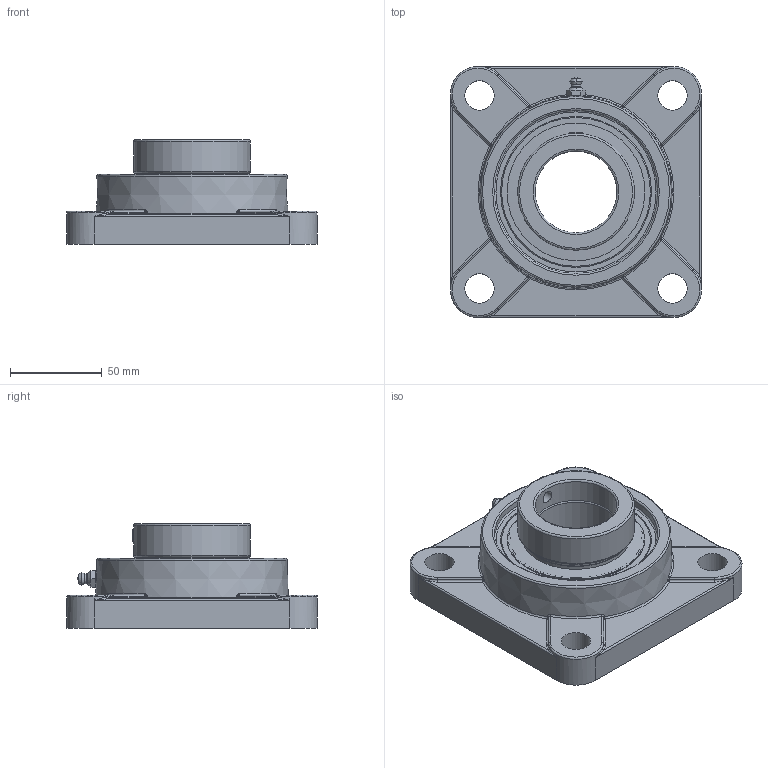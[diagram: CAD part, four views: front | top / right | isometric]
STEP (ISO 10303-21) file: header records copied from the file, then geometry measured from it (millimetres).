
FILE_DESCRIPTION(('HOOPS Exchange Step'),'2;1');
FILE_NAME('export-4BE856D9-9F50-49EC-BADB-6949991696CC.stp','2019-12-12T15:25:32-08:00',('ibuslach'),('Alibre'),'HOOPS Exchange 2019.2','Alibre','Unknown authorisation');
FILE_SCHEMA( ('AP242_MANAGED_MODEL_BASED_3D_ENGINEERING_MIM_LF {1 0 10303 442 1 1 4 }') );
Length unit declared in the file: centimetre
Products named in the file (8): MRN SF 209; UCP ZERK 6mm; SNC 209-28 COLLAR; SNC 209 SHIELD; SNC 207 SS; SNC 209-28 RACES; MRN SNC 209-28; MRN SNCF 209-28
Assembly tree (8 placements, depth 3):
  MRN SNCF 209-28
    MRN SF 209
    UCP ZERK 6mm
    MRN SNC 209-28
      SNC 209-28 COLLAR
      SNC 209 SHIELD  x2
      SNC 207 SS
      SNC 209-28 RACES
Bounding box: 136.5 x 136.5 x 56.89 mm (x, y, z)
Volume: 340639.1 mm3; surface area: 102041.4 mm2
Topology: 8 solids, 8 shells, 233 faces, 592 edges, 355 vertices
Faces by surface type: cylinder 67, plane 61, torus 40, bspline 28, cone 19, sphere 18
Full cylindrical faces by diameter (mm): 2.26 x2, 6 x1, 6.045 x1, 6.782 x3, 16 x4, 44.45 x2, 50.292 x2, 57.15 x4, 57.912 x2, 63.5 x1, 71.381 x2, 74.93 x2, 88.9 x1, 91.44 x1
Entity records: 12390 total; most frequent: CARTESIAN_POINT 6841, DIRECTION 1183, ORIENTED_EDGE 1096, EDGE_CURVE 548, AXIS2_PLACEMENT_3D 511, VERTEX_POINT 341, CIRCLE 289, EDGE_LOOP 257
